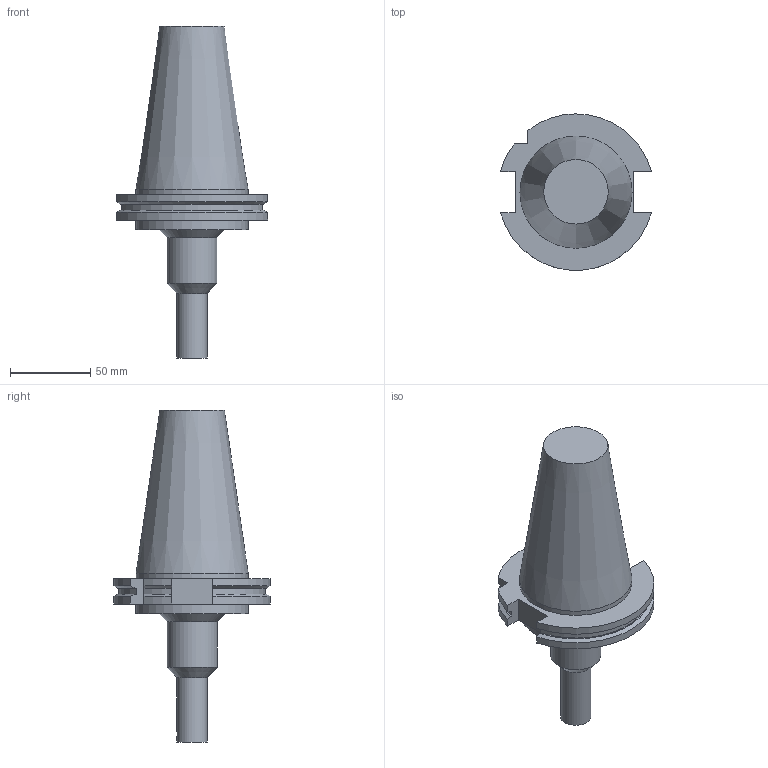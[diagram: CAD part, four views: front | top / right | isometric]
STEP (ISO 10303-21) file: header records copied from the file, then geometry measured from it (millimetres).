
FILE_DESCRIPTION((''),'1');
FILE_NAME('DV50-CKB1-105.stp','2023-09-22T00:35:25',(''),(''),'Spatial Interop R21 SP3','Kubotek KeyCreator 2011 V10.0.2 (22737)',' ');
FILE_SCHEMA(('automotive_design'));
Length unit declared in the file: millimetre
Products named in the file (1): 240[2]
Bounding box: 94.05 x 97.31 x 206.75 mm (x, y, z)
Volume: 427714.7 mm3; surface area: 43408.5 mm2
Topology: 1 solids, 1 shells, 45 faces, 113 edges, 74 vertices
Faces by surface type: plane 21, cylinder 15, cone 9
Full cylindrical faces by diameter (mm): 4.2 x1, 11 x1, 19 x1, 31 x1, 69.85 x1, 70.1 x1
Entity records: 2485 total; most frequent: CARTESIAN_POINT 375, DIRECTION 217, ORIENTED_EDGE 204, PRESENTATION_STYLE_ASSIGNMENT 194, COLOUR_RGB 194, STYLED_ITEM 148, CURVE_STYLE 148, DRAUGHTING_PRE_DEFINED_CURVE_FONT 148
